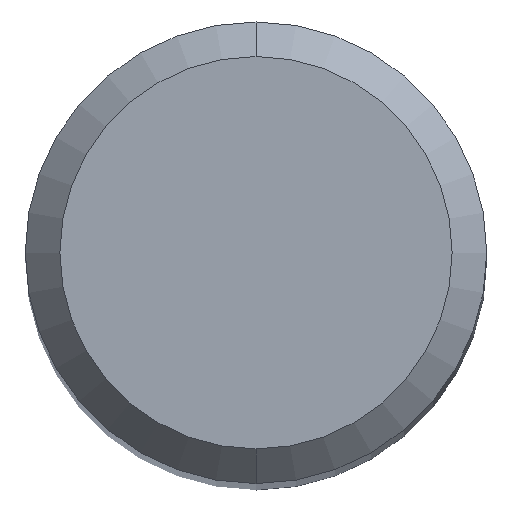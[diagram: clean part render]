
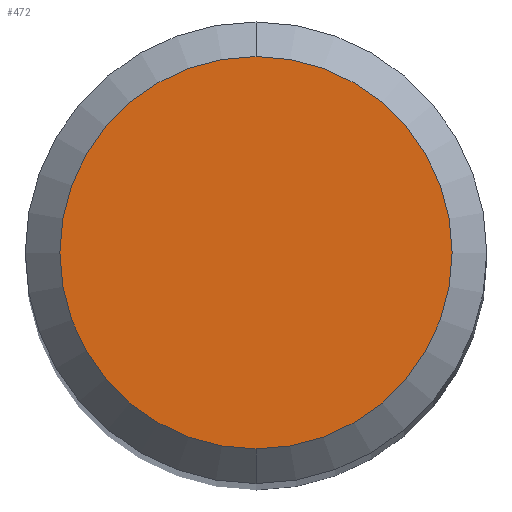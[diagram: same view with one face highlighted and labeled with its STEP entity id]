
A CAD part, top view. The second image highlights one B-rep face of the part: STEP entity #472.
In plain terms, the highlighted planar face has unit normal (0, 0, 1).
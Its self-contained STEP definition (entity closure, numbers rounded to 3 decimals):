
#212=EDGE_CURVE('',#414,#498,#547,.T.);
#364=EDGE_CURVE('',#498,#414,#711,.T.);
#414=VERTEX_POINT('',#763);
#472=ADVANCED_FACE('',(#833),#834,.T.);
#498=VERTEX_POINT('',#865);
#547=CIRCLE('',#925,1.7);
#711=CIRCLE('',#1243,1.7);
#763=CARTESIAN_POINT('',(0.,-1.7,0.0));
#833=FACE_OUTER_BOUND('',#1474,.T.);
#834=PLANE('',#1475);
#865=CARTESIAN_POINT('',(0.0,1.7,0.0));
#925=AXIS2_PLACEMENT_3D('',#1571,#1572,#1573);
#1243=AXIS2_PLACEMENT_3D('',#1726,#1727,#1728);
#1474=EDGE_LOOP('',(#1892,#1893));
#1475=AXIS2_PLACEMENT_3D('',#1894,#1895,#1896);
#1571=CARTESIAN_POINT('',(0.0,0.0,0.0));
#1572=DIRECTION('',(0.0,0.0,-1.0));
#1573=DIRECTION('',(0.0,1.0,0.0));
#1726=CARTESIAN_POINT('',(0.0,0.0,0.0));
#1727=DIRECTION('',(0.0,0.0,-1.0));
#1728=DIRECTION('',(0.0,1.0,0.0));
#1892=ORIENTED_EDGE('',*,*,#364,.F.);
#1893=ORIENTED_EDGE('',*,*,#212,.F.);
#1894=CARTESIAN_POINT('',(0.0,0.85,0.0));
#1895=DIRECTION('',(-0.0,0.0,1.0));
#1896=DIRECTION('',(0.0,-1.0,0.0));
